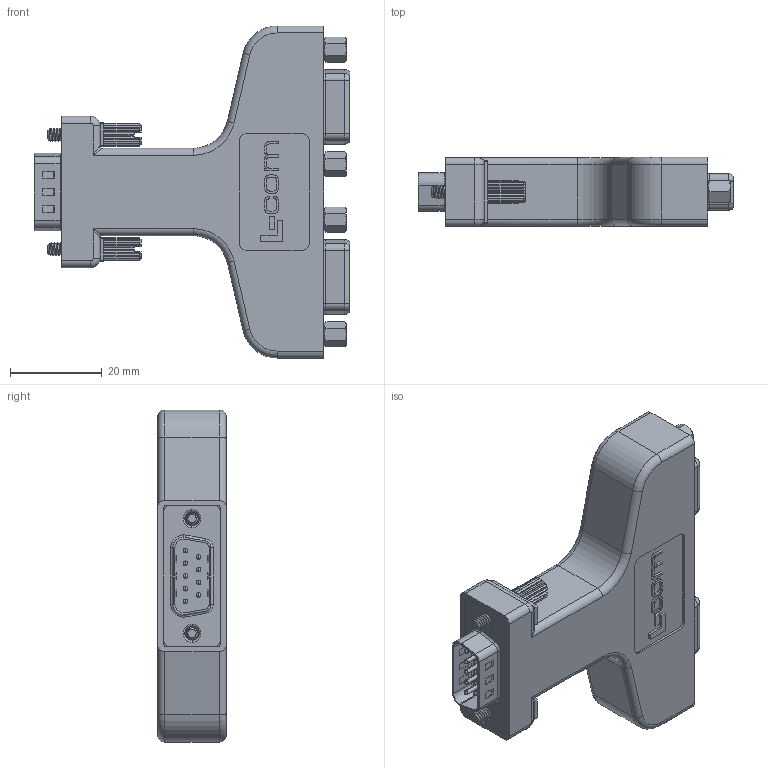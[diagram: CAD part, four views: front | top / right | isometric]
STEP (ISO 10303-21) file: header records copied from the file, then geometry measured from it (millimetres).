
FILE_DESCRIPTION (( 'STEP AP214' ), '1' );
FILE_NAME ('ADPT-DB9Y.STEP', '2011-06-27T17:02:52', ( 'x' ), ( 'Microsoft' ), 'SwSTEP 2.0', 'SolidWorks 2010', '' );
FILE_SCHEMA (( 'AUTOMOTIVE_DESIGN' ));
Length unit declared in the file: inch
Products named in the file (8): 1AC02-003; MTN-583; 1AC08-016; 1AJ06-038_SP26456; 1AJ09-037; SDG250-MA1; ADPT-DB9Y; MTN-584
Assembly tree (13 placements, depth 2):
  ADPT-DB9Y
    1AC02-003  x2
    1AJ06-038_SP26456  x2
    SDG250-MA1  x4
    1AC08-016
    MTN-584
    MTN-583
    1AJ09-037  x2
Bounding box: 68.69 x 14.99 x 72.39 mm (x, y, z)
Volume: 46563.1 mm3; surface area: 26860 mm2
Topology: 50 solids, 50 shells, 2190 faces, 5379 edges, 3336 vertices
Faces by surface type: cylinder 835, plane 687, cone 288, torus 150, sphere 120, bspline 110
Entity records: 50298 total; most frequent: CARTESIAN_POINT 14063, DIRECTION 7040, ORIENTED_EDGE 6930, EDGE_CURVE 3465, AXIS2_PLACEMENT_3D 2706, VERTEX_POINT 2184, LINE 1628, VECTOR 1628
